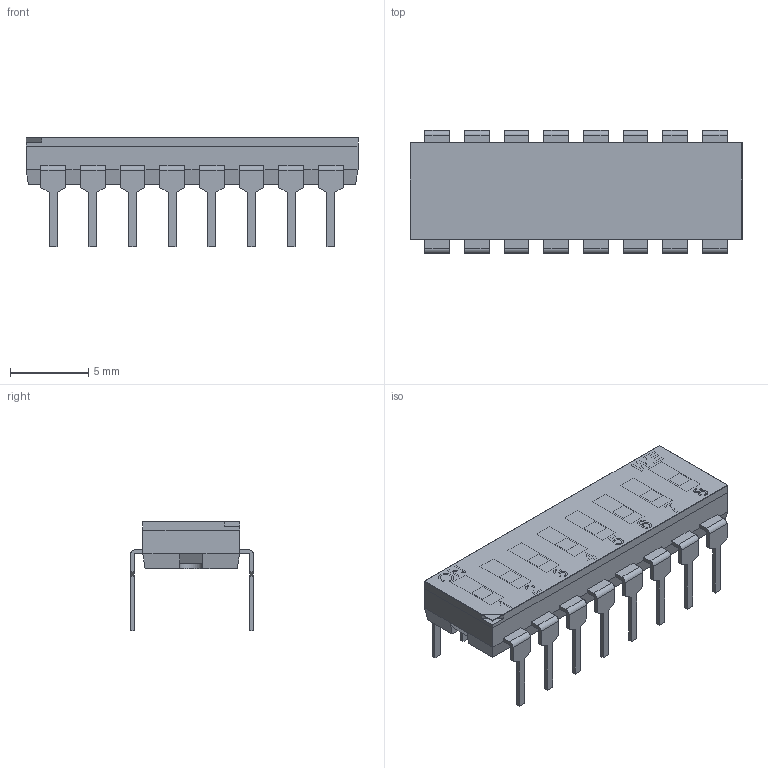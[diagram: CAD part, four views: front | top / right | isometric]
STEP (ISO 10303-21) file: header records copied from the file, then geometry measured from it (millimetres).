
FILE_DESCRIPTION( ( 'Unknown' ), '1' );
FILE_NAME( '418127160908.stp', 'Unknown', ( 'Unknown' ), ( 'Unknown' ), 'PSStep 17.0.49', 'Unknown', ' ' );
FILE_SCHEMA( ( 'AUTOMOTIVE_DESIGN { 1 0 10303 214 1 1 1 1 }' ) );
Length unit declared in the file: millimetre
Products named in the file (8): Assem1; Terminal_front; Actuator; Terminal_back; Contact; Cover 08; Base 08; Tape 08
Assembly tree (35 placements, depth 2):
  Assem1
    Terminal_front  x8
    Actuator  x8
    Terminal_back  x8
    Contact  x8
    Cover 08
    Base 08
    Tape 08
Bounding box: 21.26 x 7.87 x 7.04 mm (x, y, z)
Volume: 364.8 mm3; surface area: 1801.4 mm2
Topology: 35 solids, 35 shells, 1282 faces, 3570 edges, 2354 vertices
Faces by surface type: plane 1083, cylinder 178, extrusion 21
Full cylindrical faces by diameter (mm): 0.45 x16, 0.5 x32, 1.9 x1
Entity records: 21549 total; most frequent: CARTESIAN_POINT 4269, ORIENTED_EDGE 2808, DIRECTION 2389, EDGE_CURVE 1404, VECTOR 1135, LINE 1114, VERTEX_POINT 914, AXIS2_PLACEMENT_3D 627
